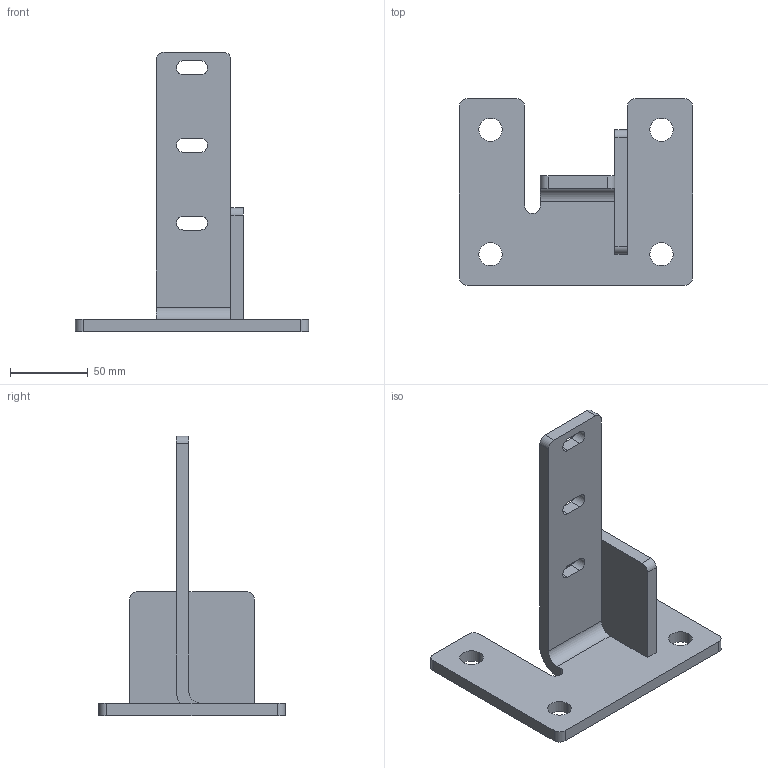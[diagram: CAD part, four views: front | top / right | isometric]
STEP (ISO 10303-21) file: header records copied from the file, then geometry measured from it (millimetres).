
FILE_DESCRIPTION(('Creo Elements/Direct Modeling STEP Export'),'2;1');
FILE_NAME('55.0217_Dübelplatte-MMS-55_Höhenverstellung.stp','2022-03-21T 8:05:48',(''),(''),'PTC Creo Elements/Direct Modeling STEP processor for AP214 (Solid Model)','PTC Creo Elements/Direct Modeling 19.0C 15-Aug-2015 (C) Parametric Technology GmbH','');
FILE_SCHEMA(('AUTOMOTIVE_DESIGN { 1 0 10303 214 1 1 1 1 }'));
Length unit declared in the file: millimetre
Products named in the file (3): Zuschnitt_Laserschneideteil-8mm_96.5014.1_PX175676; Zuschnitt_Laserschneideteil-8mm_96.5014.2_PX175678; Dübelplatte-MMS-55_Höhenverstellung_55.0217_PX175679
Assembly tree (2 placements, depth 2):
  Dübelplatte-MMS-55_Höhenverstellung_55.0217_PX175679
    Zuschnitt_Laserschneideteil-8mm_96.5014.2_PX175678
    Zuschnitt_Laserschneideteil-8mm_96.5014.1_PX175676
Bounding box: 150 x 120 x 180 mm (x, y, z)
Volume: 217648.1 mm3; surface area: 68010.7 mm2
Topology: 2 solids, 2 shells, 58 faces, 162 edges, 108 vertices
Faces by surface type: cylinder 30, plane 28
Entity records: 1949 total; most frequent: DIRECTION 328, ORIENTED_EDGE 324, CARTESIAN_POINT 323, EDGE_CURVE 162, AXIS2_PLACEMENT_3D 113, VERTEX_POINT 108, VECTOR 102, LINE 102
